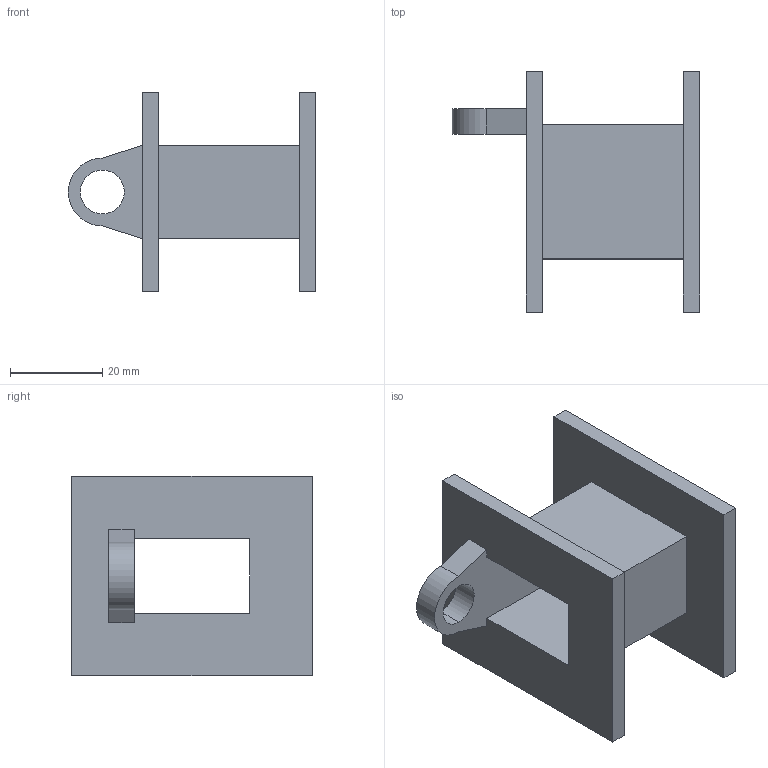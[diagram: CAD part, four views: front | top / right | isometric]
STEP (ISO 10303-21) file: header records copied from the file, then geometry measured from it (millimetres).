
FILE_DESCRIPTION (( 'STEP AP214' ), '1' );
FILE_NAME ('Êîðïóñ îáìîòêè.STEP', '2022-07-11T07:32:04', ( '' ), ( '' ), 'SwSTEP 2.0', 'SolidWorks 2021', '' );
FILE_SCHEMA (( 'AUTOMOTIVE_DESIGN' ));
Length unit declared in the file: millimetre
Products named in the file (1): Êîðïóñ îáìîòêè
Bounding box: 53.5 x 52 x 43.2 mm (x, y, z)
Volume: 19311 mm3; surface area: 15037.6 mm2
Topology: 1 solids, 1 shells, 26 faces, 66 edges, 44 vertices
Faces by surface type: plane 23, cylinder 3
Entity records: 818 total; most frequent: CARTESIAN_POINT 137, ORIENTED_EDGE 132, DIRECTION 126, EDGE_CURVE 66, VECTOR 60, LINE 60, VERTEX_POINT 44, AXIS2_PLACEMENT_3D 33
